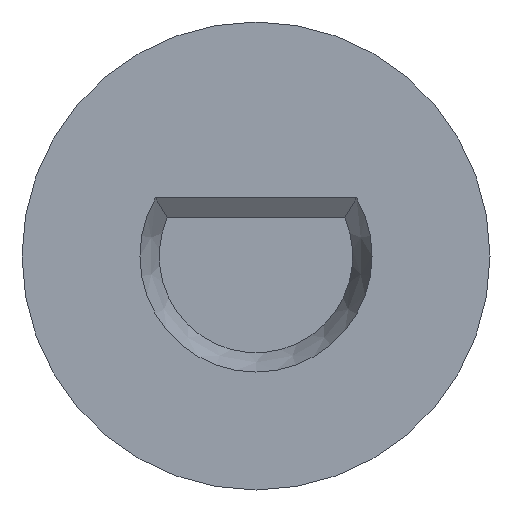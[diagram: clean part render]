
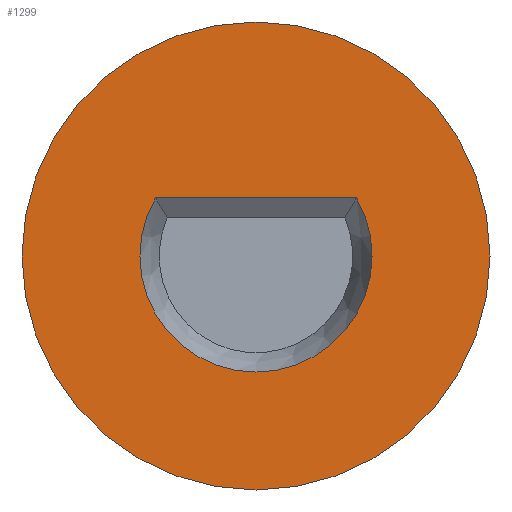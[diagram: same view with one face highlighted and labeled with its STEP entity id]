
A CAD part, front view. The second image highlights one B-rep face of the part: STEP entity #1299.
In plain terms, the highlighted planar face has unit normal (0, -1, 0).
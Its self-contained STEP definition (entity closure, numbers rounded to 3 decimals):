
#19 = VERTEX_POINT ( 'NONE', #5778 ) ;
#394 = CARTESIAN_POINT ( 'NONE',  ( 3.15, 0., 0. ) ) ;
#433 = ORIENTED_EDGE ( 'NONE', *, *, #5053, .T. ) ;
#467 = CARTESIAN_POINT ( 'NONE',  ( 0., 0., -6.35 ) ) ;
#513 = AXIS2_PLACEMENT_3D ( 'NONE', #4692, #4222, #6146 ) ;
#937 = ORIENTED_EDGE ( 'NONE', *, *, #1613, .F. ) ;
#1209 = CARTESIAN_POINT ( 'NONE',  ( 0., 0., 6.35 ) ) ;
#1249 = DIRECTION ( 'NONE',  ( 0., 0., -1. ) ) ;
#1299 = ADVANCED_FACE ( 'NONE', ( #5698, #2428 ), #5797, .T. ) ;
#1485 = DIRECTION ( 'NONE',  ( 1., 0., 0. ) ) ;
#1504 = ORIENTED_EDGE ( 'NONE', *, *, #3780, .T. ) ;
#1508 = CIRCLE ( 'NONE', #5818, 3.15 ) ;
#1522 = VERTEX_POINT ( 'NONE', #394 ) ;
#1583 = ORIENTED_EDGE ( 'NONE', *, *, #3674, .F. ) ;
#1613 = EDGE_CURVE ( 'NONE', #1522, #19, #1508, .T. ) ;
#1650 = EDGE_CURVE ( 'NONE', #2770, #19, #2447, .T. ) ;
#1712 = DIRECTION ( 'NONE',  ( 0., -1., 0. ) ) ;
#1796 = VERTEX_POINT ( 'NONE', #1209 ) ;
#1806 = DIRECTION ( 'NONE',  ( 0., -1., 0. ) ) ;
#1838 = DIRECTION ( 'NONE',  ( 0., 0., -1. ) ) ;
#1898 = DIRECTION ( 'NONE',  ( 0., 0., -1. ) ) ;
#1902 = CIRCLE ( 'NONE', #2707, 3.15 ) ;
#1942 = AXIS2_PLACEMENT_3D ( 'NONE', #5651, #5237, #4773 ) ;
#2224 = EDGE_LOOP ( 'NONE', ( #1583, #4738, #937, #3057 ) ) ;
#2261 = CARTESIAN_POINT ( 'NONE',  ( -2.728, 0., 1.575 ) ) ;
#2428 = FACE_BOUND ( 'NONE', #2224, .T. ) ;
#2447 = LINE ( 'NONE', #4391, #3107 ) ;
#2559 = CIRCLE ( 'NONE', #5767, 3.15 ) ;
#2707 = AXIS2_PLACEMENT_3D ( 'NONE', #6210, #4756, #1838 ) ;
#2770 = VERTEX_POINT ( 'NONE', #2261 ) ;
#3057 = ORIENTED_EDGE ( 'NONE', *, *, #3369, .F. ) ;
#3107 = VECTOR ( 'NONE', #1485, 1000. ) ;
#3369 = EDGE_CURVE ( 'NONE', #5633, #1522, #2559, .T. ) ;
#3674 = EDGE_CURVE ( 'NONE', #2770, #5633, #1902, .T. ) ;
#3780 = EDGE_CURVE ( 'NONE', #1796, #6086, #5918, .T. ) ;
#4219 = CARTESIAN_POINT ( 'NONE',  ( 0., 0., 0. ) ) ;
#4222 = DIRECTION ( 'NONE',  ( 0., -1., 0. ) ) ;
#4235 = EDGE_LOOP ( 'NONE', ( #433, #1504 ) ) ;
#4391 = CARTESIAN_POINT ( 'NONE',  ( 0., 0., 1.575 ) ) ;
#4493 = CARTESIAN_POINT ( 'NONE',  ( 0., 0., -6.35 ) ) ;
#4652 = CIRCLE ( 'NONE', #1942, 6.35 ) ;
#4692 = CARTESIAN_POINT ( 'NONE',  ( 0., 0., 0. ) ) ;
#4738 = ORIENTED_EDGE ( 'NONE', *, *, #1650, .T. ) ;
#4756 = DIRECTION ( 'NONE',  ( 0., -1., 0. ) ) ;
#4773 = DIRECTION ( 'NONE',  ( 0., 0., -1. ) ) ;
#4783 = CARTESIAN_POINT ( 'NONE',  ( -3.15, 0., 0. ) ) ;
#5053 = EDGE_CURVE ( 'NONE', #6086, #1796, #4652, .T. ) ;
#5237 = DIRECTION ( 'NONE',  ( 0., -1., 0. ) ) ;
#5568 = DIRECTION ( 'NONE',  ( 0., 0., -1. ) ) ;
#5633 = VERTEX_POINT ( 'NONE', #4783 ) ;
#5651 = CARTESIAN_POINT ( 'NONE',  ( 0., 0., 0. ) ) ;
#5698 = FACE_OUTER_BOUND ( 'NONE', #4235, .T. ) ;
#5763 = DIRECTION ( 'NONE',  ( 0., -1., 0. ) ) ;
#5767 = AXIS2_PLACEMENT_3D ( 'NONE', #4219, #1806, #5568 ) ;
#5778 = CARTESIAN_POINT ( 'NONE',  ( 2.728, 0., 1.575 ) ) ;
#5797 = PLANE ( 'NONE',  #5819 ) ;
#5818 = AXIS2_PLACEMENT_3D ( 'NONE', #6018, #1712, #1249 ) ;
#5819 = AXIS2_PLACEMENT_3D ( 'NONE', #467, #5763, #1898 ) ;
#5918 = CIRCLE ( 'NONE', #513, 6.35 ) ;
#6018 = CARTESIAN_POINT ( 'NONE',  ( 0., 0., 0. ) ) ;
#6086 = VERTEX_POINT ( 'NONE', #4493 ) ;
#6146 = DIRECTION ( 'NONE',  ( 0., 0., -1. ) ) ;
#6210 = CARTESIAN_POINT ( 'NONE',  ( 0., 0., 0. ) ) ;
